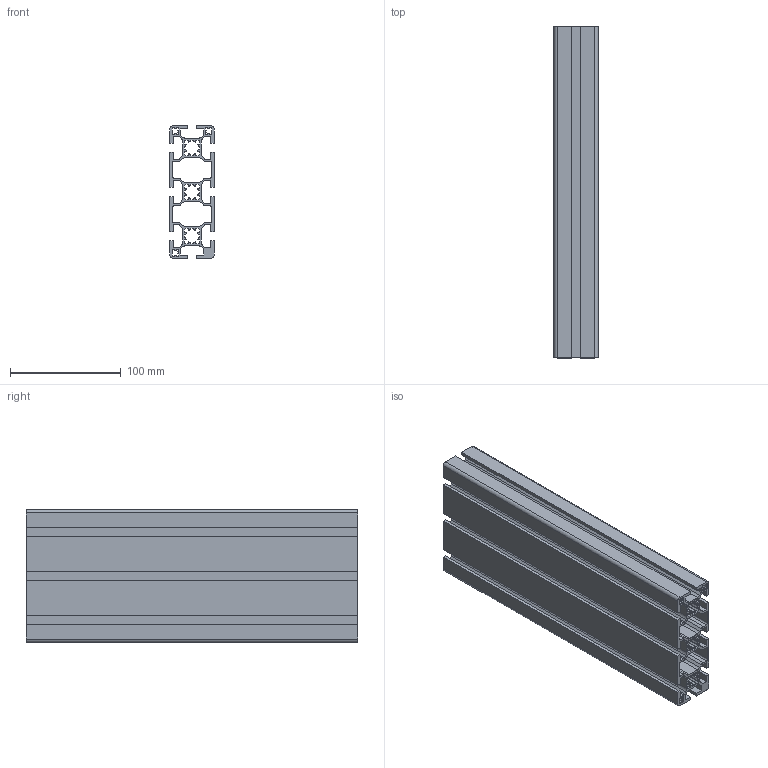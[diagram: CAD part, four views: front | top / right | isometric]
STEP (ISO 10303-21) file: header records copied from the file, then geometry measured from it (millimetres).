
FILE_DESCRIPTION (( 'STEP AP214' ), '1' );
FILE_NAME ('1727980628806.step', '2024-10-03T18:37:12', ( 'Windows User' ), ( '' ), 'SwSTEP 2.0', 'SolidWorks 2011', '' );
FILE_SCHEMA (( 'AUTOMOTIVE_DESIGN' ));
Length unit declared in the file: millimetre
Products named in the file (2): 1727980628806; 1.11.040120.84Lx300.00(1)
Assembly tree (1 placements, depth 2):
  1727980628806
    1.11.040120.84Lx300.00(1)
Bounding box: 40 x 300 x 120 mm (x, y, z)
Volume: 394813.1 mm3; surface area: 363769.8 mm2
Topology: 1 solids, 1 shells, 393 faces, 1170 edges, 780 vertices
Faces by surface type: plane 259, cylinder 134
Entity records: 13270 total; most frequent: CARTESIAN_POINT 2347, ORIENTED_EDGE 2340, DIRECTION 2232, EDGE_CURVE 1170, LINE 902, VECTOR 902, VERTEX_POINT 780, AXIS2_PLACEMENT_3D 665
